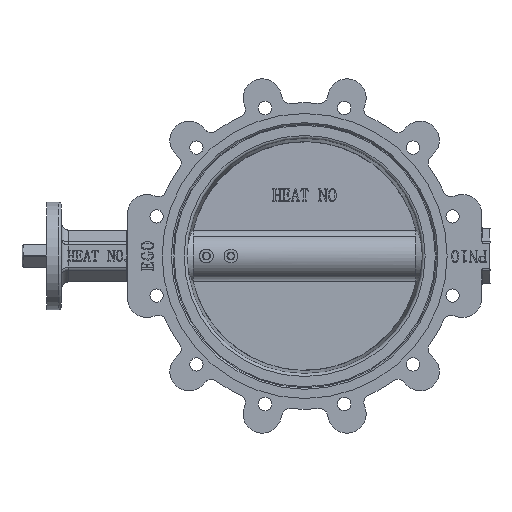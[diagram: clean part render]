
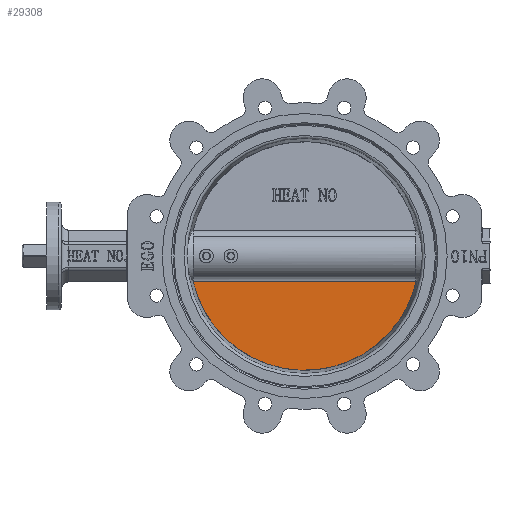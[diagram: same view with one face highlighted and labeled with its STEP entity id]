
A CAD part, left-side view. The second image highlights one B-rep face of the part: STEP entity #29308.
In plain terms, the highlighted face is planar.
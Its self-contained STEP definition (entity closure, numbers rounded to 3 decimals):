
#413=ELLIPSE('',#30725,149.173,149.172);
#666=LINE('',#39925,#3529);
#3529=VECTOR('',#32251,1000.);
#6408=PLANE('',#30724);
#7164=FACE_OUTER_BOUND('',#8429,.T.);
#8429=EDGE_LOOP('',(#20296,#20297));
#11984=VERTEX_POINT('',#39923);
#11985=VERTEX_POINT('',#39924);
#15596=EDGE_CURVE('',#11984,#11985,#666,.T.);
#15597=EDGE_CURVE('',#11984,#11985,#413,.T.);
#20296=ORIENTED_EDGE('',*,*,#15596,.F.);
#20297=ORIENTED_EDGE('',*,*,#15597,.T.);
#29308=ADVANCED_FACE('',(#7164),#6408,.F.);
#30724=AXIS2_PLACEMENT_3D('',#39922,#32249,#32250);
#30725=AXIS2_PLACEMENT_3D('',#39926,#32252,#32253);
#32249=DIRECTION('center_axis',(-0.004,-1.,
0.));
#32250=DIRECTION('ref_axis',(1.,-0.004,0.));
#32251=DIRECTION('',(0.,0.,-1.));
#32252=DIRECTION('center_axis',(0.004,1.,0.));
#32253=DIRECTION('ref_axis',(1.,-0.004,0.));
#39922=CARTESIAN_POINT('Origin',(150.8,8.,146.25));
#39923=CARTESIAN_POINT('',(33.721,8.5,145.311));
#39924=CARTESIAN_POINT('',(33.721,8.5,-145.311));
#39925=CARTESIAN_POINT('',(33.721,8.5,146.25));
#39926=CARTESIAN_POINT('Origin',(0.,8.644,
0.));
